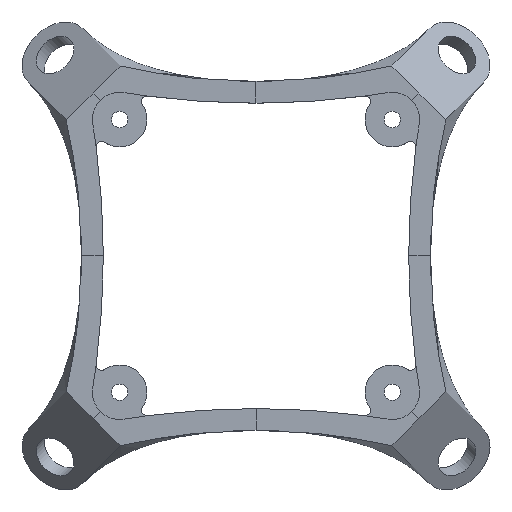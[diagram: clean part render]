
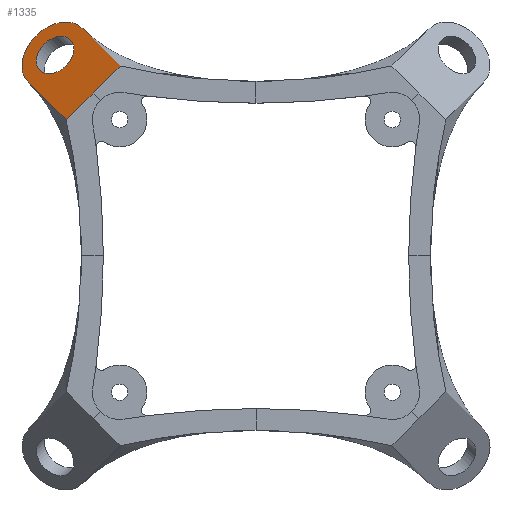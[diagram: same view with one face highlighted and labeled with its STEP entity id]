
A CAD part, top view. The second image highlights one B-rep face of the part: STEP entity #1335.
In plain terms, the highlighted planar face has unit normal (-0.5, 0.5, 0.707).
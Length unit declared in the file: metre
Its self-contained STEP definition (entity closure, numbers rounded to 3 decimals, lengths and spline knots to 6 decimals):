
#43=B_SPLINE_CURVE_WITH_KNOTS('',3,(#1925,#1926,#1927,#1928),
 .UNSPECIFIED.,.F.,.F.,(4,4),(0.,1.),.UNSPECIFIED.);
#44=B_SPLINE_CURVE_WITH_KNOTS('',3,(#1934,#1935,#1936,#1937),
 .UNSPECIFIED.,.F.,.F.,(4,4),(0.,1.),.UNSPECIFIED.);
#127=PLANE('',#1443);
#154=LINE('',#1930,#214);
#155=LINE('',#1932,#215);
#214=VECTOR('',#1591,1.);
#215=VECTOR('',#1592,1.);
#302=ORIENTED_EDGE('',*,*,#708,.T.);
#303=ORIENTED_EDGE('',*,*,#712,.T.);
#304=ORIENTED_EDGE('',*,*,#713,.T.);
#305=ORIENTED_EDGE('',*,*,#714,.T.);
#306=ORIENTED_EDGE('',*,*,#715,.T.);
#307=ORIENTED_EDGE('',*,*,#711,.F.);
#708=EDGE_CURVE('',#914,#915,#1041,.T.);
#711=EDGE_CURVE('',#916,#916,#1042,.T.);
#712=EDGE_CURVE('',#915,#917,#43,.T.);
#713=EDGE_CURVE('',#917,#918,#154,.T.);
#714=EDGE_CURVE('',#918,#919,#155,.T.);
#715=EDGE_CURVE('',#919,#914,#44,.T.);
#914=VERTEX_POINT('',#1917);
#915=VERTEX_POINT('',#1918);
#916=VERTEX_POINT('',#1923);
#917=VERTEX_POINT('',#1929);
#918=VERTEX_POINT('',#1931);
#919=VERTEX_POINT('',#1933);
#1041=CIRCLE('',#1440,0.007);
#1042=CIRCLE('',#1442,0.004);
#1100=EDGE_LOOP('',(#302,#303,#304,#305,#306));
#1101=EDGE_LOOP('',(#307));
#1204=FACE_BOUND('',#1100,.T.);
#1205=FACE_BOUND('',#1101,.T.);
#1335=ADVANCED_FACE('',(#1204,#1205),#127,.T.);
#1440=AXIS2_PLACEMENT_3D('',#1916,#1581,#1582);
#1442=AXIS2_PLACEMENT_3D('',#1922,#1587,#1588);
#1443=AXIS2_PLACEMENT_3D('',#1924,#1589,#1590);
#1581=DIRECTION('',(-0.5,0.5,0.707));
#1582=DIRECTION('',(-0.585,0.407,-0.701));
#1587=DIRECTION('',(-0.5,0.5,0.707));
#1588=DIRECTION('',(-0.585,0.407,-0.701));
#1589=DIRECTION('',(-0.5,0.5,0.707));
#1590=DIRECTION('',(-0.659,0.311,-0.685));
#1591=DIRECTION('',(0.707,0.707,0.));
#1592=DIRECTION('',(0.707,0.707,0.));
#1916=CARTESIAN_POINT('',(-0.059855,0.001855,0.074621));
#1917=CARTESIAN_POINT('',(-0.054898,0.006797,0.074633));
#1918=CARTESIAN_POINT('',(-0.064779,-0.00312,0.074658));
#1922=CARTESIAN_POINT('',(-0.059855,0.001855,0.074621));
#1923=CARTESIAN_POINT('',(-0.062196,0.003483,0.071815));
#1924=CARTESIAN_POINT('',(-0.063355,0.005355,0.069672));
#1925=CARTESIAN_POINT('',(-0.064805,-0.003094,0.074621));
#1926=CARTESIAN_POINT('',(-0.062477,-0.005423,0.077914));
#1927=CARTESIAN_POINT('',(-0.060148,-0.007751,0.081207));
#1928=CARTESIAN_POINT('',(-0.05782,-0.01008,0.0845));
#1929=CARTESIAN_POINT('',(-0.05782,-0.01008,0.0845));
#1930=CARTESIAN_POINT('',(-0.05287,-0.00513,0.0845));
#1931=CARTESIAN_POINT('',(-0.05287,-0.00513,0.0845));
#1932=CARTESIAN_POINT('',(-0.05287,-0.00513,0.0845));
#1933=CARTESIAN_POINT('',(-0.04792,-0.00018,0.0845));
#1934=CARTESIAN_POINT('',(-0.04792,-0.00018,0.0845));
#1935=CARTESIAN_POINT('',(-0.050249,0.002148,0.081207));
#1936=CARTESIAN_POINT('',(-0.052577,0.004477,0.077914));
#1937=CARTESIAN_POINT('',(-0.054906,0.006805,0.074621));
